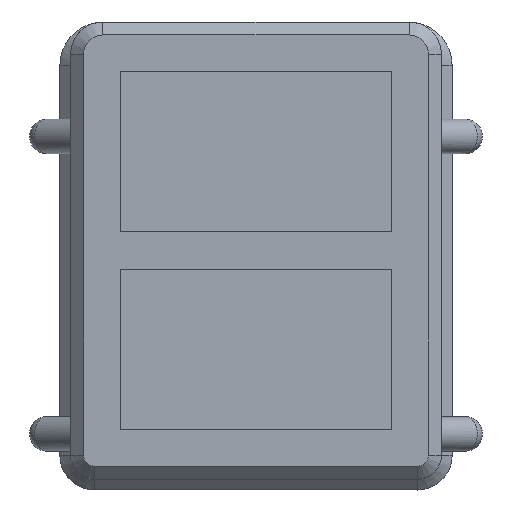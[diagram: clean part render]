
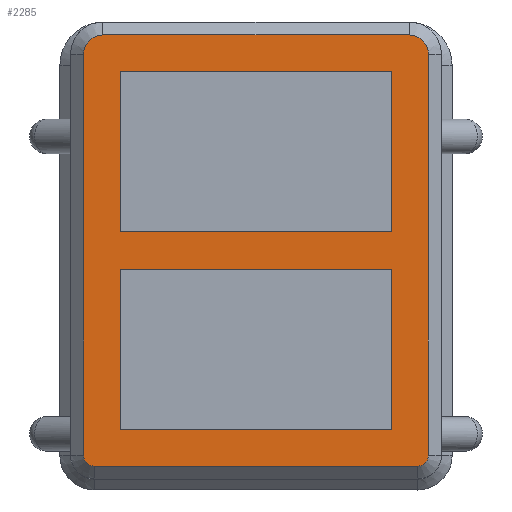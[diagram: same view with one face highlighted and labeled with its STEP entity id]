
A CAD part, top view. The second image highlights one B-rep face of the part: STEP entity #2285.
In plain terms, the highlighted planar face has unit normal (0, 0, 1).
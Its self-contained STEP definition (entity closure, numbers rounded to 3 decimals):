
#29=FACE_BOUND('',#308,.T.);
#30=FACE_BOUND('',#309,.T.);
#71=PLANE('',#2463);
#171=FACE_OUTER_BOUND('',#307,.T.);
#307=EDGE_LOOP('',(#1702,#1703,#1704,#1705,#1706,#1707,#1708,#1709));
#308=EDGE_LOOP('',(#1710,#1711,#1712,#1713));
#309=EDGE_LOOP('',(#1714,#1715,#1716,#1717));
#463=LINE('',#3490,#711);
#468=LINE('',#3504,#716);
#472=LINE('',#3516,#720);
#476=LINE('',#3528,#724);
#488=LINE('',#3557,#736);
#489=LINE('',#3559,#737);
#490=LINE('',#3561,#738);
#491=LINE('',#3562,#739);
#492=LINE('',#3565,#740);
#493=LINE('',#3567,#741);
#494=LINE('',#3569,#742);
#495=LINE('',#3570,#743);
#711=VECTOR('',#2769,10.);
#716=VECTOR('',#2782,10.);
#720=VECTOR('',#2794,10.);
#724=VECTOR('',#2806,10.);
#736=VECTOR('',#2838,10.);
#737=VECTOR('',#2839,10.);
#738=VECTOR('',#2840,10.);
#739=VECTOR('',#2841,10.);
#740=VECTOR('',#2842,10.);
#741=VECTOR('',#2843,10.);
#742=VECTOR('',#2844,10.);
#743=VECTOR('',#2845,10.);
#923=CIRCLE('',#2443,2.5);
#925=CIRCLE('',#2447,2.5);
#927=CIRCLE('',#2451,4.5);
#929=CIRCLE('',#2455,4.5);
#1042=VERTEX_POINT('',#3487);
#1043=VERTEX_POINT('',#3489);
#1046=VERTEX_POINT('',#3496);
#1048=VERTEX_POINT('',#3502);
#1050=VERTEX_POINT('',#3508);
#1052=VERTEX_POINT('',#3514);
#1054=VERTEX_POINT('',#3520);
#1056=VERTEX_POINT('',#3526);
#1062=VERTEX_POINT('',#3555);
#1063=VERTEX_POINT('',#3556);
#1064=VERTEX_POINT('',#3558);
#1065=VERTEX_POINT('',#3560);
#1066=VERTEX_POINT('',#3563);
#1067=VERTEX_POINT('',#3564);
#1068=VERTEX_POINT('',#3566);
#1069=VERTEX_POINT('',#3568);
#1277=EDGE_CURVE('',#1042,#1043,#463,.T.);
#1281=EDGE_CURVE('',#1046,#1042,#923,.T.);
#1284=EDGE_CURVE('',#1048,#1046,#468,.T.);
#1287=EDGE_CURVE('',#1050,#1048,#925,.T.);
#1290=EDGE_CURVE('',#1052,#1050,#472,.T.);
#1293=EDGE_CURVE('',#1054,#1052,#927,.T.);
#1296=EDGE_CURVE('',#1056,#1054,#476,.T.);
#1298=EDGE_CURVE('',#1043,#1056,#929,.T.);
#1312=EDGE_CURVE('',#1062,#1063,#488,.T.);
#1313=EDGE_CURVE('',#1063,#1064,#489,.T.);
#1314=EDGE_CURVE('',#1064,#1065,#490,.T.);
#1315=EDGE_CURVE('',#1065,#1062,#491,.T.);
#1316=EDGE_CURVE('',#1066,#1067,#492,.T.);
#1317=EDGE_CURVE('',#1067,#1068,#493,.T.);
#1318=EDGE_CURVE('',#1068,#1069,#494,.T.);
#1319=EDGE_CURVE('',#1069,#1066,#495,.T.);
#1702=ORIENTED_EDGE('',*,*,#1277,.F.);
#1703=ORIENTED_EDGE('',*,*,#1281,.F.);
#1704=ORIENTED_EDGE('',*,*,#1284,.F.);
#1705=ORIENTED_EDGE('',*,*,#1287,.F.);
#1706=ORIENTED_EDGE('',*,*,#1290,.F.);
#1707=ORIENTED_EDGE('',*,*,#1293,.F.);
#1708=ORIENTED_EDGE('',*,*,#1296,.F.);
#1709=ORIENTED_EDGE('',*,*,#1298,.F.);
#1710=ORIENTED_EDGE('',*,*,#1312,.T.);
#1711=ORIENTED_EDGE('',*,*,#1313,.T.);
#1712=ORIENTED_EDGE('',*,*,#1314,.T.);
#1713=ORIENTED_EDGE('',*,*,#1315,.T.);
#1714=ORIENTED_EDGE('',*,*,#1316,.T.);
#1715=ORIENTED_EDGE('',*,*,#1317,.T.);
#1716=ORIENTED_EDGE('',*,*,#1318,.T.);
#1717=ORIENTED_EDGE('',*,*,#1319,.T.);
#2285=ADVANCED_FACE('',(#171,#29,#30),#71,.T.);
#2443=AXIS2_PLACEMENT_3D('',#3498,#2775,#2776);
#2447=AXIS2_PLACEMENT_3D('',#3510,#2787,#2788);
#2451=AXIS2_PLACEMENT_3D('',#3522,#2799,#2800);
#2455=AXIS2_PLACEMENT_3D('',#3531,#2810,#2811);
#2463=AXIS2_PLACEMENT_3D('',#3554,#2836,#2837);
#2769=DIRECTION('',(0.,1.,0.));
#2775=DIRECTION('center_axis',(0.,0.,-1.));
#2776=DIRECTION('ref_axis',(-1.,0.,0.));
#2782=DIRECTION('',(-1.,0.,0.));
#2787=DIRECTION('center_axis',(0.,0.,-1.));
#2788=DIRECTION('ref_axis',(0.,-1.,0.));
#2794=DIRECTION('',(0.,-1.,0.));
#2799=DIRECTION('center_axis',(0.,0.,-1.));
#2800=DIRECTION('ref_axis',(1.,0.,0.));
#2806=DIRECTION('',(1.,0.,0.));
#2810=DIRECTION('center_axis',(0.,0.,-1.));
#2811=DIRECTION('ref_axis',(0.,1.,0.));
#2836=DIRECTION('center_axis',(0.,0.,1.));
#2837=DIRECTION('ref_axis',(-1.,0.,0.));
#2838=DIRECTION('',(0.,-1.,0.));
#2839=DIRECTION('',(-1.,0.,0.));
#2840=DIRECTION('',(0.,1.,0.));
#2841=DIRECTION('',(1.,0.,0.));
#2842=DIRECTION('',(0.,-1.,0.));
#2843=DIRECTION('',(-1.,0.,0.));
#2844=DIRECTION('',(0.,1.,0.));
#2845=DIRECTION('',(1.,0.,0.));
#3487=CARTESIAN_POINT('',(-40.,-45.25,28.));
#3489=CARTESIAN_POINT('',(-40.,47.75,28.));
#3490=CARTESIAN_POINT('',(-40.,25.,28.));
#3496=CARTESIAN_POINT('',(-37.5,-47.75,28.));
#3498=CARTESIAN_POINT('Origin',(-37.5,-45.25,28.));
#3502=CARTESIAN_POINT('',(37.5,-47.75,28.));
#3504=CARTESIAN_POINT('',(-18.75,-47.75,28.));
#3508=CARTESIAN_POINT('',(40.,-45.25,28.));
#3510=CARTESIAN_POINT('Origin',(37.5,-45.25,28.));
#3514=CARTESIAN_POINT('',(40.,47.75,28.));
#3516=CARTESIAN_POINT('',(40.,-21.5,28.));
#3520=CARTESIAN_POINT('',(35.5,52.25,28.));
#3522=CARTESIAN_POINT('Origin',(35.5,47.75,28.));
#3526=CARTESIAN_POINT('',(-35.5,52.25,28.));
#3528=CARTESIAN_POINT('',(-17.75,52.25,28.));
#3531=CARTESIAN_POINT('Origin',(-35.5,47.75,28.));
#3554=CARTESIAN_POINT('Origin',(0.,2.25,28.));
#3555=CARTESIAN_POINT('',(31.5,-2.25,28.));
#3556=CARTESIAN_POINT('',(31.5,-39.25,28.));
#3557=CARTESIAN_POINT('',(31.5,0.,28.));
#3558=CARTESIAN_POINT('',(-31.5,-39.25,28.));
#3559=CARTESIAN_POINT('',(15.75,-39.25,28.));
#3560=CARTESIAN_POINT('',(-31.5,-2.25,28.));
#3561=CARTESIAN_POINT('',(-31.5,-18.5,28.));
#3562=CARTESIAN_POINT('',(-15.75,-2.25,28.));
#3563=CARTESIAN_POINT('',(31.5,43.75,28.));
#3564=CARTESIAN_POINT('',(31.5,6.75,28.));
#3565=CARTESIAN_POINT('',(31.5,23.,28.));
#3566=CARTESIAN_POINT('',(-31.5,6.75,28.));
#3567=CARTESIAN_POINT('',(15.75,6.75,28.));
#3568=CARTESIAN_POINT('',(-31.5,43.75,28.));
#3569=CARTESIAN_POINT('',(-31.5,4.5,28.));
#3570=CARTESIAN_POINT('',(-15.75,43.75,28.));
